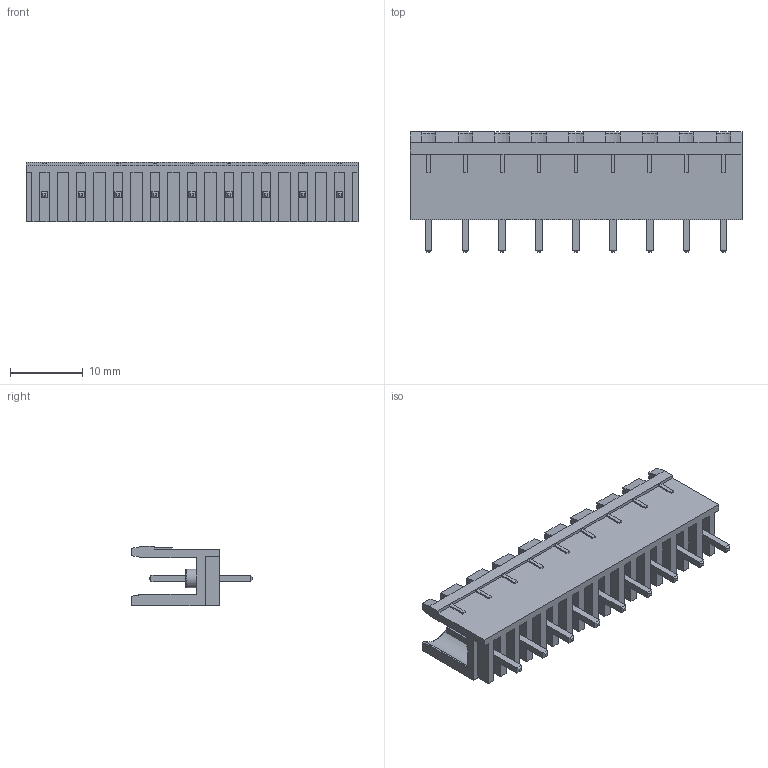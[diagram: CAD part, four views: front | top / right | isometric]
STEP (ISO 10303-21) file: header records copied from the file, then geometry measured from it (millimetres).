
FILE_DESCRIPTION (( 'STEP AP214' ), '1' );
FILE_NAME ('User Library-Terminal Block 9x5.08mm.STEP', '2017-04-23T08:35:48', ( 'Windows User' ), ( '' ), 'SwSTEP 2.0', 'SolidWorks 2017', '' );
FILE_SCHEMA (( 'AUTOMOTIVE_DESIGN' ));
Length unit declared in the file: millimetre
Products named in the file (1): User Library-Terminal Block 9x5.08mm
Bounding box: 45.72 x 16.6 x 8.2 mm (x, y, z)
Volume: 1827.9 mm3; surface area: 3711.3 mm2
Topology: 1 solids, 1 shells, 422 faces, 1053 edges, 660 vertices
Faces by surface type: plane 368, torus 27, cylinder 27
Entity records: 14134 total; most frequent: CARTESIAN_POINT 2316, ORIENTED_EDGE 2106, DIRECTION 1962, EDGE_CURVE 1053, VECTOR 918, LINE 918, VERTEX_POINT 660, AXIS2_PLACEMENT_3D 522
